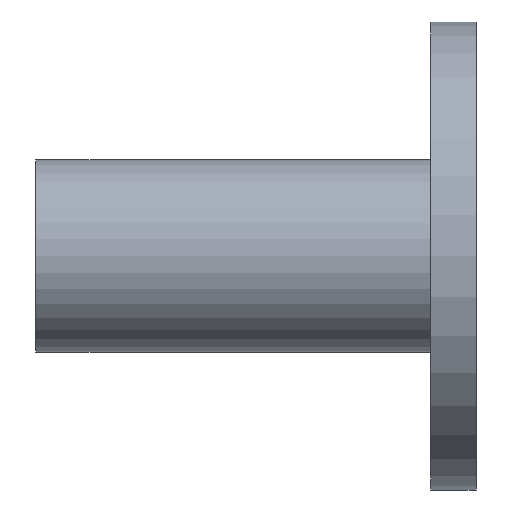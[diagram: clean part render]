
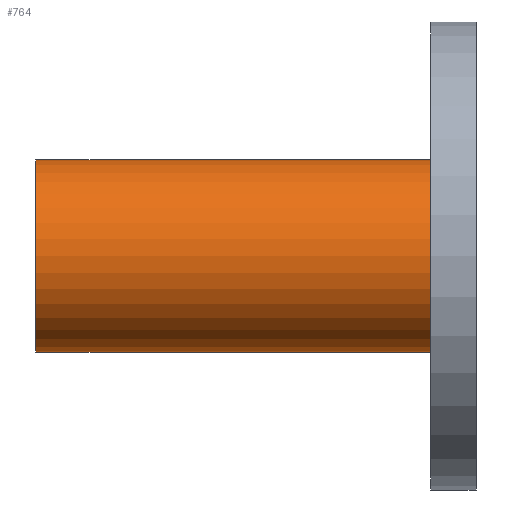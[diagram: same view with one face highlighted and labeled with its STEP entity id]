
A CAD part, left-side view. The second image highlights one B-rep face of the part: STEP entity #764.
In plain terms, the highlighted cylindrical face has radius 38.1 mm (diameter 76.2 mm), a partial arc.
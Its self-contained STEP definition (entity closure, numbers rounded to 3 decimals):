
#48 = ORIENTED_EDGE ( 'NONE', *, *, #834, .T. ) ;
#84 = AXIS2_PLACEMENT_3D ( 'NONE', #226, #616, #923 ) ;
#146 = VECTOR ( 'NONE', #328, 1000. ) ;
#171 = CARTESIAN_POINT ( 'NONE',  ( 0., 18., -38.1 ) ) ;
#174 = EDGE_CURVE ( 'NONE', #889, #724, #417, .T. ) ;
#185 = DIRECTION ( 'NONE',  ( 0., -1., 0. ) ) ;
#226 = CARTESIAN_POINT ( 'NONE',  ( 0., 0., 0. ) ) ;
#242 = VERTEX_POINT ( 'NONE', #171 ) ;
#262 = VERTEX_POINT ( 'NONE', #623 ) ;
#300 = EDGE_CURVE ( 'NONE', #889, #262, #986, .T. ) ;
#316 = CARTESIAN_POINT ( 'NONE',  ( 0., 0., -38.1 ) ) ;
#321 = EDGE_LOOP ( 'NONE', ( #577, #579, #48, #828 ) ) ;
#328 = DIRECTION ( 'NONE',  ( 0., -1., 0. ) ) ;
#339 = DIRECTION ( 'NONE',  ( 0., -1., 0. ) ) ;
#404 = CARTESIAN_POINT ( 'NONE',  ( 0., 0., 38.1 ) ) ;
#417 = LINE ( 'NONE', #404, #146 ) ;
#567 = CIRCLE ( 'NONE', #705, 38.1 ) ;
#577 = ORIENTED_EDGE ( 'NONE', *, *, #174, .F. ) ;
#579 = ORIENTED_EDGE ( 'NONE', *, *, #300, .T. ) ;
#581 = DIRECTION ( 'NONE',  ( 0., 0., -1. ) ) ;
#601 = FACE_OUTER_BOUND ( 'NONE', #321, .T. ) ;
#616 = DIRECTION ( 'NONE',  ( 0., -1., 0. ) ) ;
#623 = CARTESIAN_POINT ( 'NONE',  ( 0., 174., -38.1 ) ) ;
#646 = VECTOR ( 'NONE', #185, 1000. ) ;
#685 = AXIS2_PLACEMENT_3D ( 'NONE', #825, #339, #581 ) ;
#705 = AXIS2_PLACEMENT_3D ( 'NONE', #721, #945, #796 ) ;
#721 = CARTESIAN_POINT ( 'NONE',  ( 0., 18., 0. ) ) ;
#724 = VERTEX_POINT ( 'NONE', #725 ) ;
#725 = CARTESIAN_POINT ( 'NONE',  ( 0., 18., 38.1 ) ) ;
#764 = ADVANCED_FACE ( 'NONE', ( #601 ), #765, .T. ) ;
#765 = CYLINDRICAL_SURFACE ( 'NONE', #84, 38.1 ) ;
#792 = CARTESIAN_POINT ( 'NONE',  ( 0., 174., 38.1 ) ) ;
#796 = DIRECTION ( 'NONE',  ( 0., 0., -1. ) ) ;
#825 = CARTESIAN_POINT ( 'NONE',  ( 0., 174., 0. ) ) ;
#828 = ORIENTED_EDGE ( 'NONE', *, *, #840, .F. ) ;
#834 = EDGE_CURVE ( 'NONE', #262, #242, #881, .T. ) ;
#840 = EDGE_CURVE ( 'NONE', #724, #242, #567, .T. ) ;
#881 = LINE ( 'NONE', #316, #646 ) ;
#889 = VERTEX_POINT ( 'NONE', #792 ) ;
#923 = DIRECTION ( 'NONE',  ( 0., 0., -1. ) ) ;
#945 = DIRECTION ( 'NONE',  ( 0., -1., 0. ) ) ;
#986 = CIRCLE ( 'NONE', #685, 38.1 ) ;
